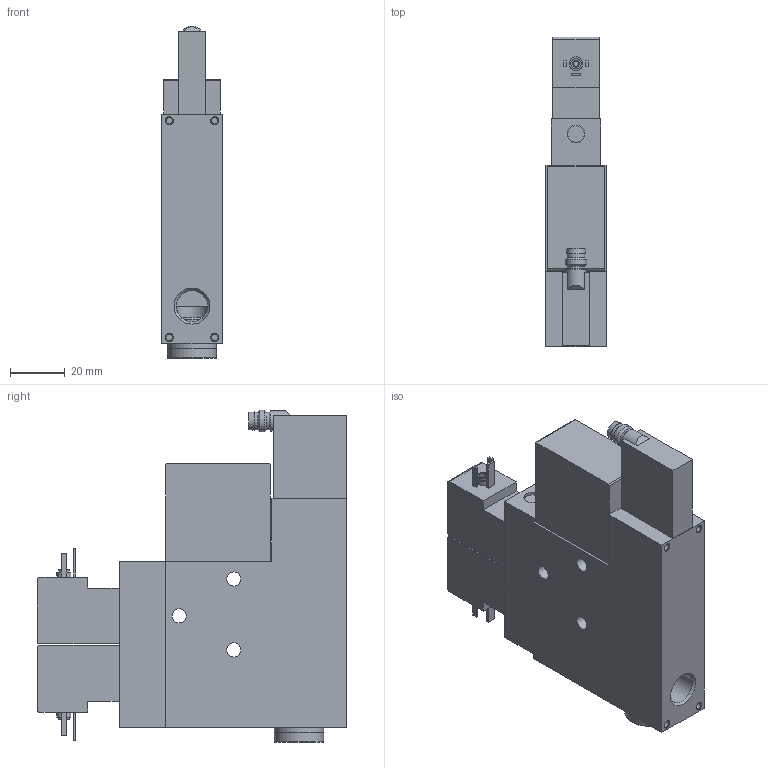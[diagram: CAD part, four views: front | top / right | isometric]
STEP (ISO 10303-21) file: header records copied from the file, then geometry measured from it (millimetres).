
FILE_DESCRIPTION(/* description */ ('STEP AP214'),/* implementation_level */ '2;1');
FILE_NAME(/* name */ '162530_VADMI-140-P',/* time_stamp */ '2024-09-16T06:27:52+02:00',/* author */ ('License CC BY-ND 4.0'),/* organization */ ('CADENAS'),/* preprocessor_version */ 'ST-DEVELOPER v19.3',/* originating_system */ 'PARTsolutions',/* authorisation */ ' ');
FILE_SCHEMA (('AUTOMOTIVE_DESIGN {1 0 10303 214 3 1 1}'));
Length unit declared in the file: millimetre
Products named in the file (3): 162530 VADMI-140-P; 162530 VADMI-140-P_(p); 3569 B-1/4
Assembly tree (2 placements, depth 2):
  162530 VADMI-140-P
    162530 VADMI-140-P_(p)
    3569 B-1/4
Bounding box: 22 x 113.4 x 121.6 mm (x, y, z)
Volume: 179267.7 mm3; surface area: 34798.8 mm2
Topology: 2 solids, 2 shells, 158 faces, 341 edges, 219 vertices
Faces by surface type: plane 100, cylinder 39, cone 18, torus 1
Full cylindrical faces by diameter (mm): 1 x4, 2.013 x2, 2.459 x4, 2.5 x2, 3.8 x2, 5 x2, 5.2 x3, 5.5 x1, 6.5 x4, 7.4 x1, 8 x1, 8.566 x1, 11.445 x2, 13.157 x1, 16.2 x1, 18 x2
Entity records: 5037 total; most frequent: DIRECTION 697, CARTESIAN_POINT 687, ORIENTED_EDGE 572, EDGE_CURVE 286, AXIS2_PLACEMENT_3D 256, EDGE_LOOP 250, FACE_BOUND 250, VERTEX_POINT 216
